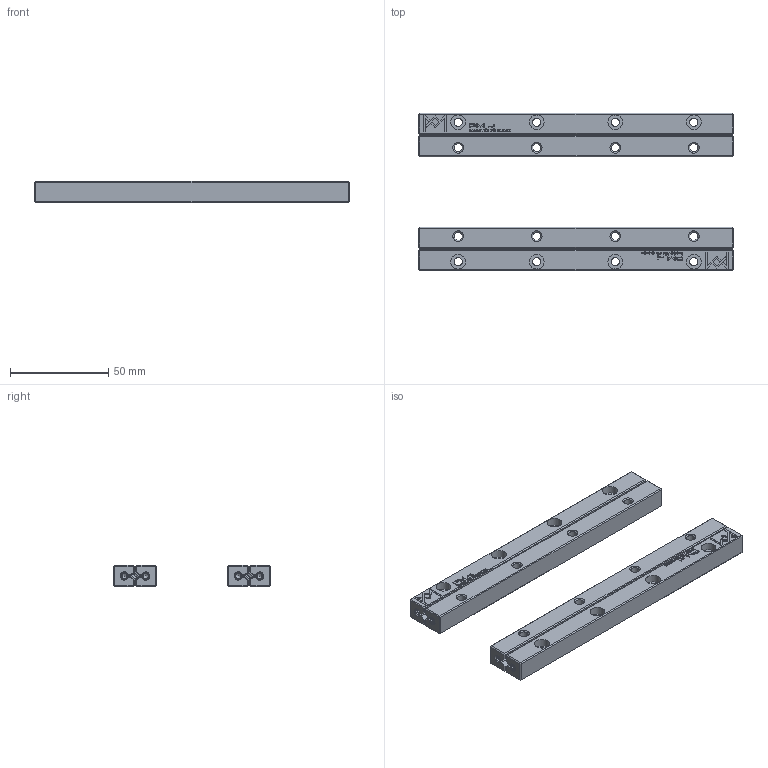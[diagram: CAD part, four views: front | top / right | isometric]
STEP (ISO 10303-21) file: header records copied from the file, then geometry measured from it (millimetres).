
FILE_DESCRIPTION(/* description */ (''),/* implementation_level */ '2;1');
FILE_NAME(/* name */ 'Set RSDE-4160x22KRE-ACC_stp_stp.stp',/* time_stamp */ '2025-05-27T14:17:14+02:00',/* author */ (''),/* organization */ (''),/* preprocessor_version */ 'ST-DEVELOPER v16.7',/* originating_system */ 'SIEMENS PLM Software NX 12.0',/* authorisation */ '');
FILE_SCHEMA (('AUTOMOTIVE_DESIGN { 1 0 10303 214 3 1 1 1 }'));
Products named in the file (1): Set RSDE-4160x22KRE-ACC_stp_stp
Bounding box: 160 x 80 x 11 mm (x, y, z)
Volume: 67342.8 mm3; surface area: 42605.7 mm2
Topology: 60 solids, 60 shells, 4460 faces, 12354 edges, 8122 vertices
Faces by surface type: plane 2488, cylinder 1032, bspline 360, torus 360, cone 128, extrusion 92
Full cylindrical faces by diameter (mm): 0.5 x192, 1.5 x8, 2 x44, 2.6 x8, 3.2 x8, 4 x44, 4.2 x16, 7.5 x16
Entity records: 154259 total; most frequent: CARTESIAN_POINT 34690, ORIENTED_EDGE 23440, DIRECTION 21698, EDGE_CURVE 11720, VERTEX_POINT 7956, VECTOR 7640, LINE 7548, AXIS2_PLACEMENT_3D 7029
